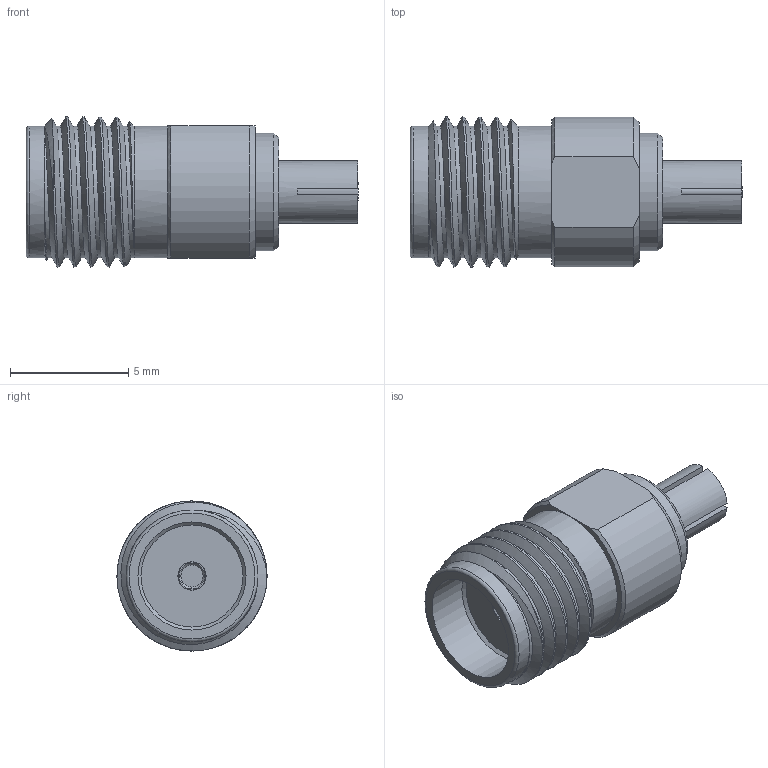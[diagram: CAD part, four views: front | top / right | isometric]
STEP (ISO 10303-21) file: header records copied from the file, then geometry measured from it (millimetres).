
FILE_DESCRIPTION (( 'STEP AP203' ), '1' );
FILE_NAME ('SM9855_3D.step', '2021-06-07T16:18:56', ( '' ), ( '' ), 'SwSTEP 2.0', 'SolidWorks 2020', '' );
FILE_SCHEMA (( 'CONFIG_CONTROL_DESIGN' ));
Length unit declared in the file: inch
Products named in the file (1): SM9855_3D
Bounding box: 14.05 x 6.35 x 6.35 mm (x, y, z)
Volume: 262.5 mm3; surface area: 393 mm2
Topology: 1 solids, 1 shells, 67 faces, 167 edges, 109 vertices
Faces by surface type: plane 35, cone 14, cylinder 11, bspline 6, torus 1
Full cylindrical faces by diameter (mm): 0.94 x1, 1.194 x1, 1.905 x1, 2.637 x1, 4.572 x1, 4.964 x1, 5.582 x2
Entity records: 3444 total; most frequent: CARTESIAN_POINT 1913, ORIENTED_EDGE 294, DIRECTION 286, EDGE_CURVE 147, AXIS2_PLACEMENT_3D 115, VERTEX_POINT 103, EDGE_LOOP 88, FACE_OUTER_BOUND 79
